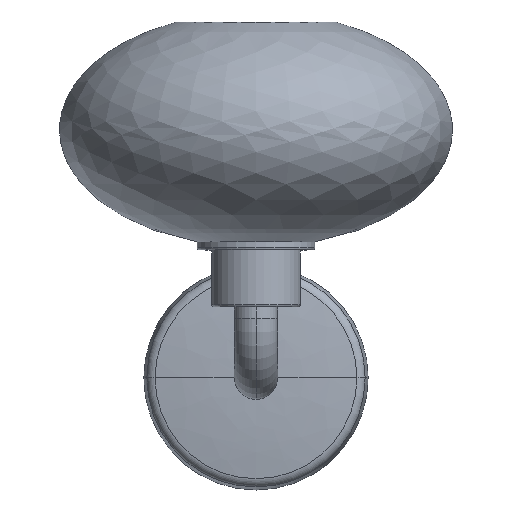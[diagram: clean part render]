
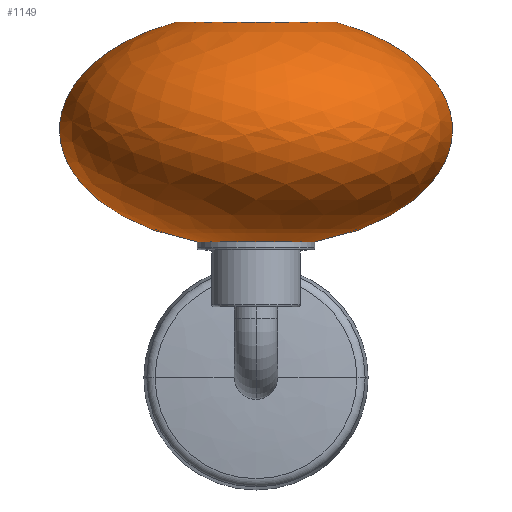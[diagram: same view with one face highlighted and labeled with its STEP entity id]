
A CAD part, top view. The second image highlights one B-rep face of the part: STEP entity #1149.
In plain terms, the highlighted face is a revolution surface.
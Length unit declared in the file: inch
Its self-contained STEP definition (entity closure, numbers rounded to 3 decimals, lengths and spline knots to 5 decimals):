
#266=CARTESIAN_POINT('',(0.,-2.253,0.));
#267=DIRECTION('',(0.,-1.,0.));
#268=DIRECTION('',(1.,0.,0.));
#269=AXIS2_PLACEMENT_3D('',#266,#267,#268);
#271=CARTESIAN_POINT('',(-1.17292,-2.253,0.));
#272=CARTESIAN_POINT('',(-1.55237,-2.18213,0.));
#273=CARTESIAN_POINT('',(-2.27512,-1.97107,0.));
#274=CARTESIAN_POINT('',(-3.1525,-1.47533,0.));
#275=CARTESIAN_POINT('',(-3.74332,-0.84548,0.));
#276=CARTESIAN_POINT('',(-3.99389,-0.13878,0.));
#277=CARTESIAN_POINT('',(-3.88143,0.58053,0.));
#278=CARTESIAN_POINT('',(-3.41617,1.24707,0.));
#279=CARTESIAN_POINT('',(-2.64038,1.80027,0.));
#280=CARTESIAN_POINT('',(-1.96322,2.05996,0.));
#281=CARTESIAN_POINT('',(-1.6,2.15664,0.));
#283=CARTESIAN_POINT('',(0.,2.15664,0.));
#284=DIRECTION('',(0.,-1.,0.));
#285=DIRECTION('',(1.,0.,0.));
#286=AXIS2_PLACEMENT_3D('',#283,#284,#285);
#288=CARTESIAN_POINT('',(1.17292,-2.253,0.));
#289=CARTESIAN_POINT('',(1.55237,-2.18213,0.));
#290=CARTESIAN_POINT('',(2.27512,-1.97107,0.));
#291=CARTESIAN_POINT('',(3.1525,-1.47533,0.));
#292=CARTESIAN_POINT('',(3.74332,-0.84548,0.));
#293=CARTESIAN_POINT('',(3.99389,-0.13878,0.));
#294=CARTESIAN_POINT('',(3.88143,0.58053,0.));
#295=CARTESIAN_POINT('',(3.41617,1.24707,0.));
#296=CARTESIAN_POINT('',(2.64038,1.80027,0.));
#297=CARTESIAN_POINT('',(1.96322,2.05996,0.));
#298=CARTESIAN_POINT('',(1.6,2.15664,0.));
#599=CARTESIAN_POINT('',(1.6,2.15664,0.));
#601=VERTEX_POINT('',#599);
#603=CARTESIAN_POINT('',(-1.6,2.15664,0.));
#605=VERTEX_POINT('',#603);
#630=CARTESIAN_POINT('',(-1.17292,-2.253,0.));
#631=CARTESIAN_POINT('',(1.17292,-2.253,0.));
#632=VERTEX_POINT('',#630);
#633=VERTEX_POINT('',#631);
#1112=CARTESIAN_POINT('',(1.17292,-2.253,0.));
#1113=CARTESIAN_POINT('',(1.27557,-2.23383,0.));
#1114=CARTESIAN_POINT('',(1.45726,-2.19459,0.));
#1115=CARTESIAN_POINT('',(1.76425,-2.11397,0.));
#1116=CARTESIAN_POINT('',(2.0758,-2.01049,0.));
#1117=CARTESIAN_POINT('',(2.38214,-1.88375,0.));
#1118=CARTESIAN_POINT('',(2.72632,-1.71234,0.));
#1119=CARTESIAN_POINT('',(3.06627,-1.49467,0.));
#1120=CARTESIAN_POINT('',(3.37614,-1.22976,0.));
#1121=CARTESIAN_POINT('',(3.60899,-0.96194,0.));
#1122=CARTESIAN_POINT('',(3.83275,-0.60158,0.));
#1123=CARTESIAN_POINT('',(3.96789,-0.14566,0.));
#1124=CARTESIAN_POINT('',(3.92671,0.31691,0.));
#1125=CARTESIAN_POINT('',(3.77782,0.69135,0.));
#1126=CARTESIAN_POINT('',(3.60086,0.97464,0.));
#1127=CARTESIAN_POINT('',(3.34639,1.26086,0.));
#1128=CARTESIAN_POINT('',(3.05187,1.50249,0.));
#1129=CARTESIAN_POINT('',(2.74301,1.69856,0.));
#1130=CARTESIAN_POINT('',(2.46224,1.84747,0.));
#1131=CARTESIAN_POINT('',(2.17061,1.97374,0.));
#1132=CARTESIAN_POINT('',(1.87726,2.07702,0.));
#1133=CARTESIAN_POINT('',(1.70092,2.12978,0.));
#1134=CARTESIAN_POINT('',(1.6,2.15664,0.));
#1136=CARTESIAN_POINT('',(0.,-2.596,0.));
#1137=DIRECTION('',(0.,1.,0.));
#1138=AXIS1_PLACEMENT('',#1136,#1137);
#1139=SURFACE_OF_REVOLUTION('',#1135,#1138);
#1141=ORIENTED_EDGE('',*,*,#1140,.T.);
#1143=ORIENTED_EDGE('',*,*,#1142,.T.);
#1144=ORIENTED_EDGE('',*,*,#1105,.F.);
#1146=ORIENTED_EDGE('',*,*,#1145,.F.);
#1147=EDGE_LOOP('',(#1141,#1143,#1144,#1146));
#1148=FACE_OUTER_BOUND('',#1147,.F.);
#1149=ADVANCED_FACE('',(#1148),#1139,.T.);
#270=CIRCLE('',#269,1.17292);
#282=B_SPLINE_CURVE_WITH_KNOTS('',3,(#271,#272,#273,#274,#275,#276,#277,#278,
#279,#280,#281),.UNSPECIFIED.,.F.,.F.,(4,1,1,1,1,1,1,1,4),(0.,0.125,0.25,
0.375,0.5,0.625,0.75,0.875,1.),.UNSPECIFIED.);
#287=CIRCLE('',#286,1.6);
#299=B_SPLINE_CURVE_WITH_KNOTS('',3,(#288,#289,#290,#291,#292,#293,#294,#295,
#296,#297,#298),.UNSPECIFIED.,.F.,.F.,(4,1,1,1,1,1,1,1,4),(0.,0.125,0.25,
0.375,0.5,0.625,0.75,0.875,1.),.UNSPECIFIED.);
#1105=EDGE_CURVE('',#601,#605,#287,.T.);
#1135=B_SPLINE_CURVE_WITH_KNOTS('',3,(#1112,#1113,#1114,#1115,#1116,#1117,#1118,
#1119,#1120,#1121,#1122,#1123,#1124,#1125,#1126,#1127,#1128,#1129,#1130,#1131,
#1132,#1133,#1134),.UNSPECIFIED.,.F.,.F.,(4,1,1,1,1,1,1,1,1,1,1,1,1,1,1,1,1,1,1,
1,4),(0.,0.01563,0.03125,0.0625,0.09375,0.125,0.1875,0.25,0.3125,
0.375,0.5,0.625,0.6875,0.75,0.8125,0.875,0.90625,0.9375,
0.96875,0.98438,1.),.UNSPECIFIED.);
#1140=EDGE_CURVE('',#633,#632,#270,.T.);
#1142=EDGE_CURVE('',#632,#605,#282,.T.);
#1145=EDGE_CURVE('',#633,#601,#299,.T.);
